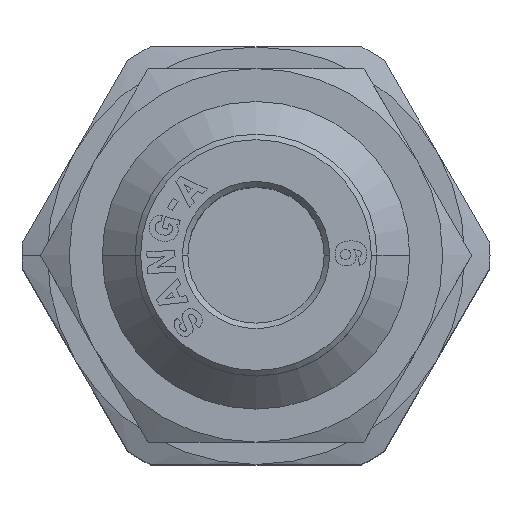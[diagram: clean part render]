
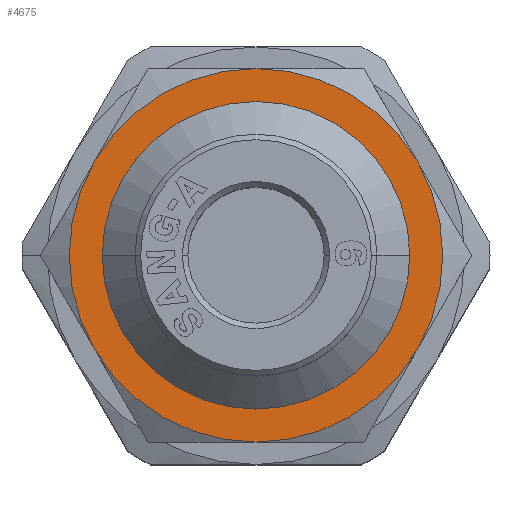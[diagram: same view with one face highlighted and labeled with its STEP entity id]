
A CAD part, top view. The second image highlights one B-rep face of the part: STEP entity #4675.
In plain terms, the highlighted face is planar.
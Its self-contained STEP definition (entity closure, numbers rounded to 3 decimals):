
#326 = EDGE_LOOP ( 'NONE', ( #5724, #1903, #4533, #8611, #8210, #2128 ) ) ;
#607 = DIRECTION ( 'NONE',  ( 0., -1., 0. ) ) ;
#705 = EDGE_CURVE ( 'NONE', #3626, #6259, #9187, .T. ) ;
#763 = DIRECTION ( 'NONE',  ( -1., 0., 0. ) ) ;
#986 = AXIS2_PLACEMENT_3D ( 'NONE', #1087, #6877, #6931 ) ;
#989 = AXIS2_PLACEMENT_3D ( 'NONE', #2340, #1672, #3819 ) ;
#1016 = EDGE_CURVE ( 'NONE', #4936, #5497, #8164, .T. ) ;
#1087 = CARTESIAN_POINT ( 'NONE',  ( 4.75, 0., 0.01 ) ) ;
#1426 = DIRECTION ( 'NONE',  ( 0., -1., 0. ) ) ;
#1449 = AXIS2_PLACEMENT_3D ( 'NONE', #2617, #4815, #7794 ) ;
#1491 = EDGE_LOOP ( 'NONE', ( #3277, #2205 ) ) ;
#1672 = DIRECTION ( 'NONE',  ( 1., 0., 0. ) ) ;
#1874 = CARTESIAN_POINT ( 'NONE',  ( 4.75, 8.5, 0.01 ) ) ;
#1903 = ORIENTED_EDGE ( 'NONE', *, *, #6476, .F. ) ;
#2128 = ORIENTED_EDGE ( 'NONE', *, *, #4786, .F. ) ;
#2140 = EDGE_CURVE ( 'NONE', #5497, #4936, #6988, .T. ) ;
#2205 = ORIENTED_EDGE ( 'NONE', *, *, #2140, .F. ) ;
#2219 = EDGE_CURVE ( 'NONE', #6013, #4808, #8705, .T. ) ;
#2340 = CARTESIAN_POINT ( 'NONE',  ( 4.75, 0., 0.01 ) ) ;
#2368 = FACE_OUTER_BOUND ( 'NONE', #326, .T. ) ;
#2553 = EDGE_CURVE ( 'NONE', #4808, #4340, #9267, .T. ) ;
#2590 = DIRECTION ( 'NONE',  ( -1., 0., 0. ) ) ;
#2617 = CARTESIAN_POINT ( 'NONE',  ( 4.75, 0., 0.01 ) ) ;
#2824 = CARTESIAN_POINT ( 'NONE',  ( 4.75, -8.5, 0.01 ) ) ;
#2860 = AXIS2_PLACEMENT_3D ( 'NONE', #4067, #2590, #7027 ) ;
#2918 = CIRCLE ( 'NONE', #6550, 8.5 ) ;
#3277 = ORIENTED_EDGE ( 'NONE', *, *, #1016, .F. ) ;
#3626 = VERTEX_POINT ( 'NONE', #7910 ) ;
#3633 = DIRECTION ( 'NONE',  ( 1., 0., 0. ) ) ;
#3712 = CARTESIAN_POINT ( 'NONE',  ( 4.75, 0., -6.99 ) ) ;
#3819 = DIRECTION ( 'NONE',  ( 0., 0., 1. ) ) ;
#4067 = CARTESIAN_POINT ( 'NONE',  ( 4.75, 0., 0.01 ) ) ;
#4340 = VERTEX_POINT ( 'NONE', #2824 ) ;
#4367 = CARTESIAN_POINT ( 'NONE',  ( 4.75, 0., 7.01 ) ) ;
#4533 = ORIENTED_EDGE ( 'NONE', *, *, #8008, .F. ) ;
#4620 = AXIS2_PLACEMENT_3D ( 'NONE', #7174, #9368, #607 ) ;
#4675 = ADVANCED_FACE ( 'NONE', ( #5436, #2368 ), #9088, .F. ) ;
#4748 = DIRECTION ( 'NONE',  ( -1., 0., 0. ) ) ;
#4786 = EDGE_CURVE ( 'NONE', #6259, #6013, #9440, .T. ) ;
#4808 = VERTEX_POINT ( 'NONE', #8558 ) ;
#4815 = DIRECTION ( 'NONE',  ( -1., 0., 0. ) ) ;
#4936 = VERTEX_POINT ( 'NONE', #4367 ) ;
#5031 = DIRECTION ( 'NONE',  ( 0., 0., 1. ) ) ;
#5093 = CARTESIAN_POINT ( 'NONE',  ( 4.75, 0., 0.01 ) ) ;
#5159 = CIRCLE ( 'NONE', #9117, 8.5 ) ;
#5388 = CARTESIAN_POINT ( 'NONE',  ( 4.75, 0., 0.01 ) ) ;
#5436 = FACE_BOUND ( 'NONE', #1491, .T. ) ;
#5454 = VERTEX_POINT ( 'NONE', #5967 ) ;
#5497 = VERTEX_POINT ( 'NONE', #3712 ) ;
#5538 = DIRECTION ( 'NONE',  ( 0., -1., 0. ) ) ;
#5724 = ORIENTED_EDGE ( 'NONE', *, *, #705, .F. ) ;
#5967 = CARTESIAN_POINT ( 'NONE',  ( 4.75, -4.25, 7.371 ) ) ;
#6013 = VERTEX_POINT ( 'NONE', #6783 ) ;
#6023 = AXIS2_PLACEMENT_3D ( 'NONE', #5388, #4748, #6946 ) ;
#6259 = VERTEX_POINT ( 'NONE', #1874 ) ;
#6476 = EDGE_CURVE ( 'NONE', #5454, #3626, #2918, .T. ) ;
#6550 = AXIS2_PLACEMENT_3D ( 'NONE', #5093, #763, #1426 ) ;
#6783 = CARTESIAN_POINT ( 'NONE',  ( 4.75, 4.25, -7.351 ) ) ;
#6877 = DIRECTION ( 'NONE',  ( -1., 0., 0. ) ) ;
#6931 = DIRECTION ( 'NONE',  ( 0., -1., 0. ) ) ;
#6946 = DIRECTION ( 'NONE',  ( 0., 0., 1. ) ) ;
#6971 = CARTESIAN_POINT ( 'NONE',  ( 4.75, 0., 0.01 ) ) ;
#6988 = CIRCLE ( 'NONE', #7197, 7. ) ;
#7027 = DIRECTION ( 'NONE',  ( 0., -1., 0. ) ) ;
#7145 = CARTESIAN_POINT ( 'NONE',  ( 4.75, 0., 0.01 ) ) ;
#7174 = CARTESIAN_POINT ( 'NONE',  ( 4.75, 0., 0.01 ) ) ;
#7197 = AXIS2_PLACEMENT_3D ( 'NONE', #7145, #3633, #5031 ) ;
#7647 = DIRECTION ( 'NONE',  ( -1., 0., 0. ) ) ;
#7794 = DIRECTION ( 'NONE',  ( 0., -1., 0. ) ) ;
#7910 = CARTESIAN_POINT ( 'NONE',  ( 4.75, 4.25, 7.371 ) ) ;
#8008 = EDGE_CURVE ( 'NONE', #4340, #5454, #5159, .T. ) ;
#8164 = CIRCLE ( 'NONE', #989, 7. ) ;
#8210 = ORIENTED_EDGE ( 'NONE', *, *, #2219, .F. ) ;
#8558 = CARTESIAN_POINT ( 'NONE',  ( 4.75, -4.25, -7.351 ) ) ;
#8611 = ORIENTED_EDGE ( 'NONE', *, *, #2553, .F. ) ;
#8705 = CIRCLE ( 'NONE', #4620, 8.5 ) ;
#9088 = PLANE ( 'NONE',  #6023 ) ;
#9117 = AXIS2_PLACEMENT_3D ( 'NONE', #6971, #7647, #5538 ) ;
#9187 = CIRCLE ( 'NONE', #2860, 8.5 ) ;
#9267 = CIRCLE ( 'NONE', #986, 8.5 ) ;
#9368 = DIRECTION ( 'NONE',  ( -1., 0., 0. ) ) ;
#9440 = CIRCLE ( 'NONE', #1449, 8.5 ) ;
